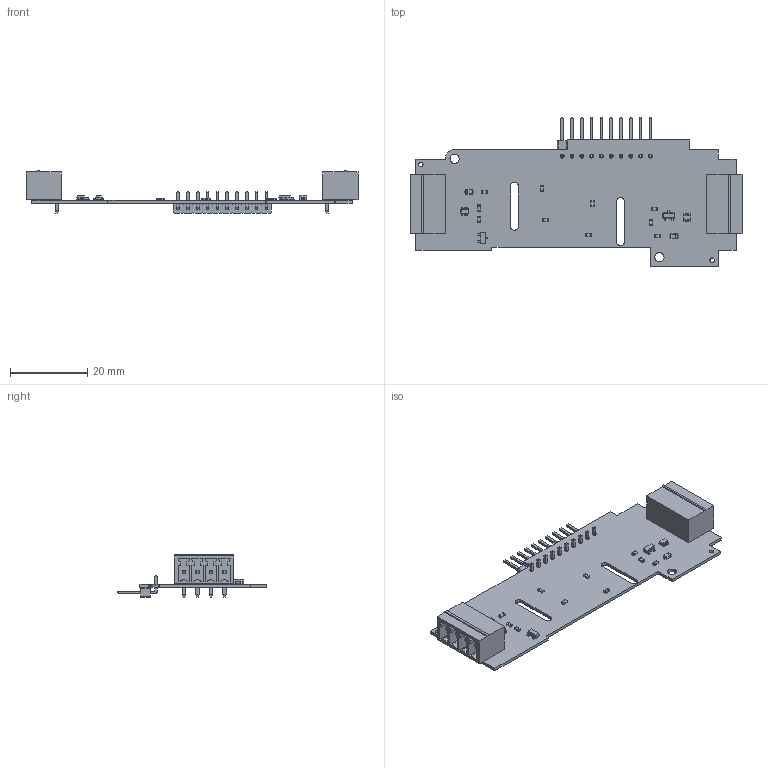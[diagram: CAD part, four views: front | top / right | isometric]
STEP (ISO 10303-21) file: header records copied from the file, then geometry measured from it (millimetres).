
FILE_DESCRIPTION(('KiCad electronic assembly'),'2;1');
FILE_NAME('REG1-App-2xDALI_V00.01.step','2025-01-08T19:29:47',('Pcbnew') ,('Kicad'),'Open CASCADE STEP processor 7.8','KiCad to STEP converter' ,'Unknown');
FILE_SCHEMA(('AUTOMOTIVE_DESIGN { 1 0 10303 214 1 1 1 1 }'));
Length unit declared in the file: millimetre
Products named in the file (14): REG1-App-2xDALI_V00.01 1; SOT-363_SC-70-6; SOT_363_SC_70_6; R_0603_1608Metric; PhoenixContact_MC_1,5_4-G-3.5_1x04_P3.50mm_Horizontal; MC_01x04_G_3_5mm; D_SOD-323F; D_SOD_323F; SOT-23; SOT_23; PinHeader_1x10_P2.54mm_Horizontal; PinHeader_1x10_P254mm_Horizontal; REG1-App-2xDALI_PCB
Assembly tree (26 placements, depth 3):
  REG1-App-2xDALI_V00.01 1
    SOT-363_SC-70-6  x2
      SOT_363_SC_70_6
    R_0603_1608Metric  x10
      R_0603_1608Metric
    PhoenixContact_MC_1,5_4-G-3.5_1x04_P3.50mm_Horizontal  x2
      MC_01x04_G_3_5mm
    D_SOD-323F  x2
      D_SOD_323F
    SOT-23  x2
      SOT_23
    PinHeader_1x10_P2.54mm_Horizontal
      PinHeader_1x10_P254mm_Horizontal
    REG1-App-2xDALI_PCB
Bounding box: 86.05 x 38.64 x 10.99 mm (x, y, z)
Volume: 3256.4 mm3; surface area: 7984.3 mm2
Topology: 20 solids, 20 shells, 1329 faces, 3317 edges, 2074 vertices
Faces by surface type: plane 991, cylinder 204, bspline 134
Full cylindrical faces by diameter (mm): 1 x10, 1.152 x2, 1.2 x8, 2.4 x2
Entity records: 26234 total; most frequent: CARTESIAN_POINT 4021, ORIENTED_EDGE 3650, DIRECTION 3317, EDGE_CURVE 1825, LINE 1565, VECTOR 1565, VERTEX_POINT 1140, AXIS2_PLACEMENT_3D 876
